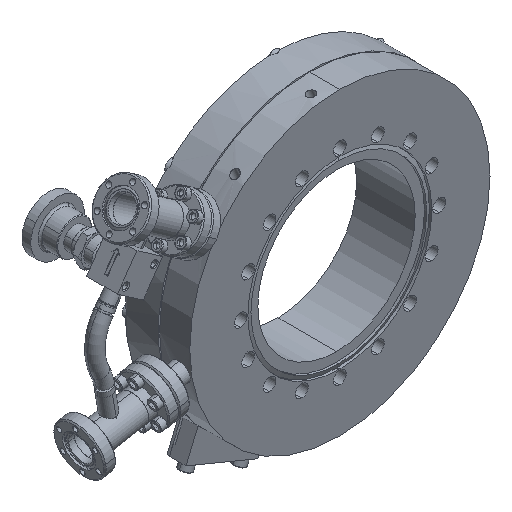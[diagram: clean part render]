
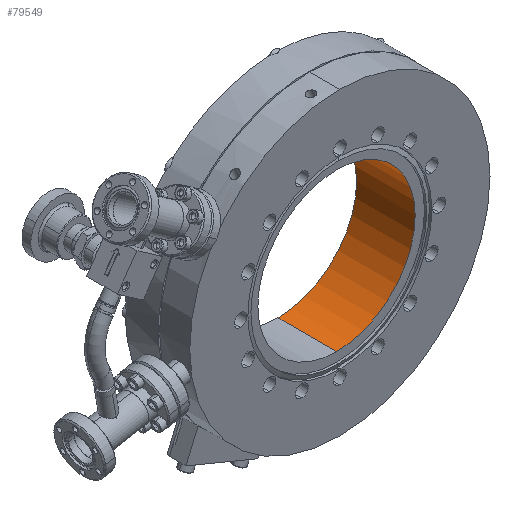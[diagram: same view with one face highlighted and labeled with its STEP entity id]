
A CAD part, isometric view. The second image highlights one B-rep face of the part: STEP entity #79549.
In plain terms, the highlighted cylindrical face has radius 51.562 mm (diameter 103.124 mm), a partial arc.
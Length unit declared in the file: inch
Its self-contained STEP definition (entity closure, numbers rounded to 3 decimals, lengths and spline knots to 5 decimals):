
#4590 = ORIENTED_EDGE ( 'NONE', *, *, #68964, .F. ) ;
#4591 = ORIENTED_EDGE ( 'NONE', *, *, #87995, .F. ) ;
#4592 = ORIENTED_EDGE ( 'NONE', *, *, #68965, .T. ) ;
#4593 = ORIENTED_EDGE ( 'NONE', *, *, #88032, .F. ) ;
#11501 = CARTESIAN_POINT ( 'NONE',  ( 0., -0.78, -2.03 ) ) ;
#11505 = CARTESIAN_POINT ( 'NONE',  ( 0., -0.78, 2.03 ) ) ;
#11507 = DIRECTION ( 'NONE',  ( 0., 1., 0. ) ) ;
#11511 = DIRECTION ( 'NONE',  ( 0., 1., 0. ) ) ;
#12856 = DIRECTION ( 'NONE',  ( 0., 0., 1. ) ) ;
#12858 = DIRECTION ( 'NONE',  ( 0., 1., 0. ) ) ;
#12877 = CARTESIAN_POINT ( 'NONE',  ( 0., -0.78, 0. ) ) ;
#19869 = EDGE_LOOP ( 'NONE', ( #4590, #4591, #4592, #4593 ) ) ;
#26520 = AXIS2_PLACEMENT_3D ( 'NONE', #28687, #28691, #28693 ) ;
#26538 = AXIS2_PLACEMENT_3D ( 'NONE', #29052, #29055, #29057 ) ;
#28687 = CARTESIAN_POINT ( 'NONE',  ( 0., -0.694, 0. ) ) ;
#28691 = DIRECTION ( 'NONE',  ( 0., 1., 0. ) ) ;
#28693 = DIRECTION ( 'NONE',  ( 0., 0., -1. ) ) ;
#29052 = CARTESIAN_POINT ( 'NONE',  ( 0., 0.818, 0. ) ) ;
#29055 = DIRECTION ( 'NONE',  ( 0., -1., 0. ) ) ;
#29057 = DIRECTION ( 'NONE',  ( 0., 0., 1. ) ) ;
#38509 = CIRCLE ( 'NONE', #26520, 2.03 ) ;
#38533 = CIRCLE ( 'NONE', #26538, 2.03 ) ;
#53641 = VERTEX_POINT ( 'NONE', #77088 ) ;
#53673 = VERTEX_POINT ( 'NONE', #77113 ) ;
#53686 = VERTEX_POINT ( 'NONE', #77123 ) ;
#53691 = VERTEX_POINT ( 'NONE', #77128 ) ;
#56838 = FACE_OUTER_BOUND ( 'NONE', #19869, .T. ) ;
#56839 = CYLINDRICAL_SURFACE ( 'NONE', #67193, 2.03 ) ;
#65147 = LINE ( 'NONE', #11501, #65161 ) ;
#65156 = LINE ( 'NONE', #11505, #65165 ) ;
#65161 = VECTOR ( 'NONE', #11507, 39.37008 ) ;
#65165 = VECTOR ( 'NONE', #11511, 39.37008 ) ;
#67193 = AXIS2_PLACEMENT_3D ( 'NONE', #12877, #12858, #12856 ) ;
#68964 = EDGE_CURVE ( 'NONE', #53686, #53673, #65147, .T. ) ;
#68965 = EDGE_CURVE ( 'NONE', #53691, #53641, #65156, .T. ) ;
#77088 = CARTESIAN_POINT ( 'NONE',  ( 0., 0.818, 2.03 ) ) ;
#77113 = CARTESIAN_POINT ( 'NONE',  ( 0., 0.818, -2.03 ) ) ;
#77123 = CARTESIAN_POINT ( 'NONE',  ( 0., -0.694, -2.03 ) ) ;
#77128 = CARTESIAN_POINT ( 'NONE',  ( 0., -0.694, 2.03 ) ) ;
#79549 = ADVANCED_FACE ( 'NONE', ( #56838 ), #56839, .F. ) ;
#87995 = EDGE_CURVE ( 'NONE', #53691, #53686, #38509, .T. ) ;
#88032 = EDGE_CURVE ( 'NONE', #53673, #53641, #38533, .T. ) ;
